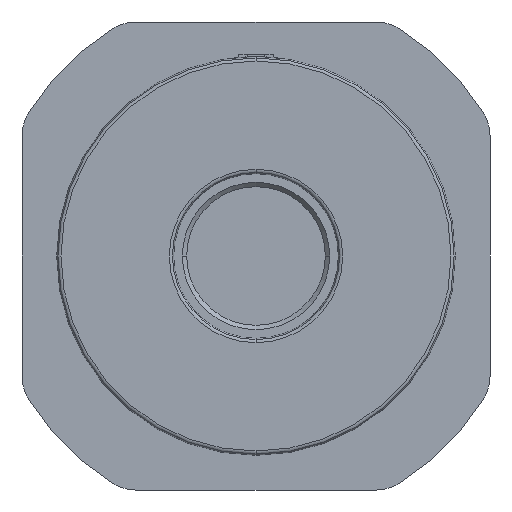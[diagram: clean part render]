
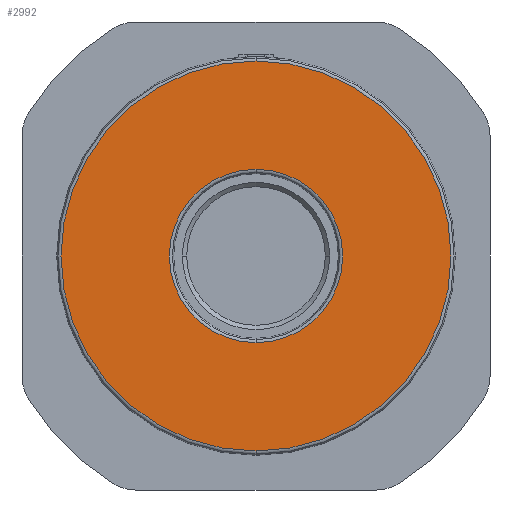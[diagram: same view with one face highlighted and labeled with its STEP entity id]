
A CAD part, front view. The second image highlights one B-rep face of the part: STEP entity #2992.
In plain terms, the highlighted planar face has unit normal (0, -1, 0).
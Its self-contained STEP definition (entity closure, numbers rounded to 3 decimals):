
#1792=CARTESIAN_POINT('',(2172.208,280.43,0.));
#1793=DIRECTION('',(0.,-1.,0.));
#1794=DIRECTION('',(1.,0.,0.));
#1795=AXIS2_PLACEMENT_3D('',#1792,#1793,#1794);
#1797=CARTESIAN_POINT('',(2172.208,280.43,0.));
#1798=DIRECTION('',(0.,-1.,0.));
#1799=DIRECTION('',(0.,0.,-1.));
#1800=AXIS2_PLACEMENT_3D('',#1797,#1798,#1799);
#1802=CARTESIAN_POINT('',(2172.208,280.43,0.));
#1803=DIRECTION('',(0.,-1.,0.));
#1804=DIRECTION('',(0.,0.,1.));
#1805=AXIS2_PLACEMENT_3D('',#1802,#1803,#1804);
#1807=CARTESIAN_POINT('',(2172.208,280.43,0.));
#1808=DIRECTION('',(0.,1.,0.));
#1809=DIRECTION('',(1.,0.,0.));
#1810=AXIS2_PLACEMENT_3D('',#1807,#1808,#1809);
#1812=CARTESIAN_POINT('',(2172.208,280.43,0.));
#1813=DIRECTION('',(0.,1.,0.));
#1814=DIRECTION('',(0.,0.,1.));
#1815=AXIS2_PLACEMENT_3D('',#1812,#1813,#1814);
#1817=CARTESIAN_POINT('',(2172.208,280.43,0.));
#1818=DIRECTION('',(0.,1.,0.));
#1819=DIRECTION('',(-1.,0.,0.));
#1820=AXIS2_PLACEMENT_3D('',#1817,#1818,#1819);
#1822=CARTESIAN_POINT('',(2172.208,280.43,0.));
#1823=DIRECTION('',(0.,1.,0.));
#1824=DIRECTION('',(0.,0.,-1.));
#1825=AXIS2_PLACEMENT_3D('',#1822,#1823,#1824);
#2375=CARTESIAN_POINT('',(2172.208,280.43,-10.));
#2376=VERTEX_POINT('',#2375);
#2377=CARTESIAN_POINT('',(2172.208,280.43,10.));
#2378=VERTEX_POINT('',#2377);
#2379=CARTESIAN_POINT('',(2182.208,280.43,
0.));
#2380=VERTEX_POINT('',#2379);
#2381=CARTESIAN_POINT('',(2162.208,280.43,
0.));
#2382=VERTEX_POINT('',#2381);
#2383=CARTESIAN_POINT('',(2172.208,280.43,22.5));
#2385=VERTEX_POINT('',#2383);
#2389=CARTESIAN_POINT('',(2172.208,280.43,-22.5));
#2390=VERTEX_POINT('',#2389);
#2395=CARTESIAN_POINT('',(2194.708,280.43,0.));
#2396=VERTEX_POINT('',#2395);
#2971=CARTESIAN_POINT('',(2188.458,280.43,0.));
#2972=DIRECTION('',(0.,-1.,0.));
#2973=DIRECTION('',(0.,0.,-1.));
#2974=AXIS2_PLACEMENT_3D('',#2971,#2972,#2973);
#2975=PLANE('',#2974);
#2977=ORIENTED_EDGE('',*,*,#2976,.F.);
#2979=ORIENTED_EDGE('',*,*,#2978,.F.);
#2981=ORIENTED_EDGE('',*,*,#2980,.F.);
#2982=EDGE_LOOP('',(#2977,#2979,#2981));
#2983=FACE_OUTER_BOUND('',#2982,.F.);
#2985=ORIENTED_EDGE('',*,*,#2984,.F.);
#2987=ORIENTED_EDGE('',*,*,#2986,.F.);
#2988=ORIENTED_EDGE('',*,*,#2959,.F.);
#2989=ORIENTED_EDGE('',*,*,#2966,.F.);
#2990=EDGE_LOOP('',(#2985,#2987,#2988,#2989));
#2991=FACE_BOUND('',#2990,.F.);
#1796=CIRCLE('',#1795,22.5);
#1801=CIRCLE('',#1800,22.5);
#1806=CIRCLE('',#1805,22.5);
#1811=CIRCLE('',#1810,10.);
#1816=CIRCLE('',#1815,10.);
#1821=CIRCLE('',#1820,10.);
#1826=CIRCLE('',#1825,10.);
#2959=EDGE_CURVE('',#2382,#2378,#1821,.T.);
#2966=EDGE_CURVE('',#2376,#2382,#1826,.T.);
#2976=EDGE_CURVE('',#2396,#2385,#1796,.T.);
#2978=EDGE_CURVE('',#2390,#2396,#1801,.T.);
#2980=EDGE_CURVE('',#2385,#2390,#1806,.T.);
#2984=EDGE_CURVE('',#2380,#2376,#1811,.T.);
#2986=EDGE_CURVE('',#2378,#2380,#1816,.T.);
#2992=ADVANCED_FACE('',(#2983,#2991),#2975,.T.);
